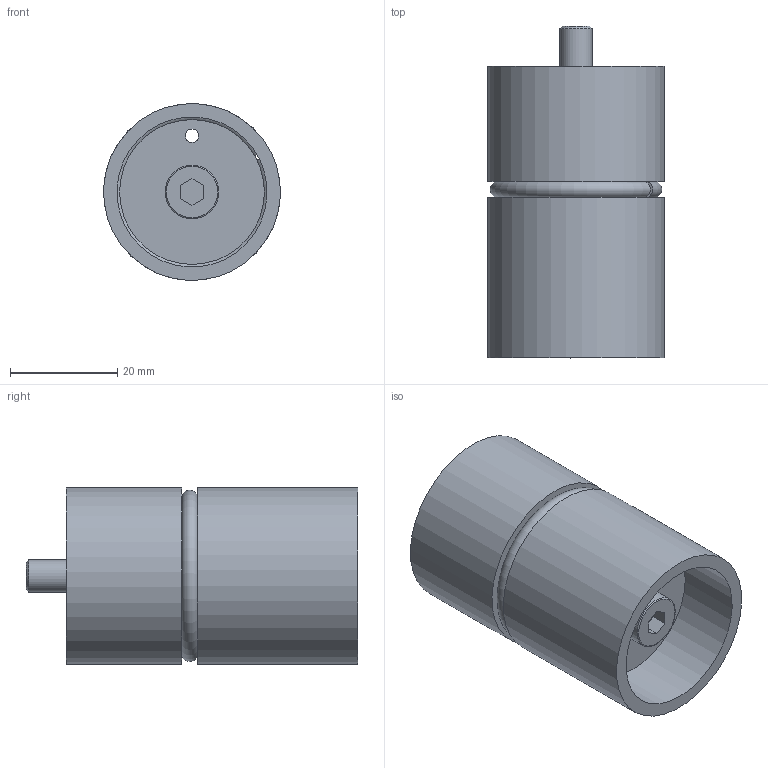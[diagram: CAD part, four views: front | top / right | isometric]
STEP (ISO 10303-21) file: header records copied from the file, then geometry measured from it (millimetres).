
FILE_DESCRIPTION(/* description */ ('Unknown'),/* implementation_level */ '2;1');
FILE_NAME(/* name */ '1435632_AP-2220S000HR-step',/* time_stamp */ '2021-03-11T12:54:42+01:00',/* author */ ('Unknown'),/* organization */ ('Unknown'),/* preprocessor_version */ 'ST-DEVELOPER v16.7',/* originating_system */ 'DEX',/* authorisation */ $);
FILE_SCHEMA (('AUTOMOTIVE_DESIGN {1 0 10303 214 3 1 1}'));
Length unit declared in the file: millimetre
Products named in the file (7): AP-2220S000HR; AP-2220-H01-009-B; WU-1506-050; WU-6214-083; AP-2220-H01-011-C; AP-2220-H01-007-C; AP-2220-H01-012
Assembly tree (6 placements, depth 2):
  AP-2220S000HR
    AP-2220-H01-009-B
    WU-1506-050
    WU-6214-083
    AP-2220-H01-011-C
    AP-2220-H01-007-C
    AP-2220-H01-012
Bounding box: 32.97 x 61.9 x 32.97 mm (x, y, z)
Volume: 34469.8 mm3; surface area: 18544.4 mm2
Topology: 6 solids, 6 shells, 53 faces, 98 edges, 60 vertices
Faces by surface type: plane 21, cylinder 15, torus 10, cone 7
Full cylindrical faces by diameter (mm): 2.5 x1, 6 x1, 6.2 x1, 8 x1, 10 x1, 14 x1, 18 x1, 27 x4, 28 x2, 33 x2
Entity records: 1336 total; most frequent: DIRECTION 224, CARTESIAN_POINT 200, ORIENTED_EDGE 126, AXIS2_PLACEMENT_3D 103, EDGE_LOOP 98, FACE_BOUND 98, EDGE_CURVE 63, VERTEX_POINT 57
